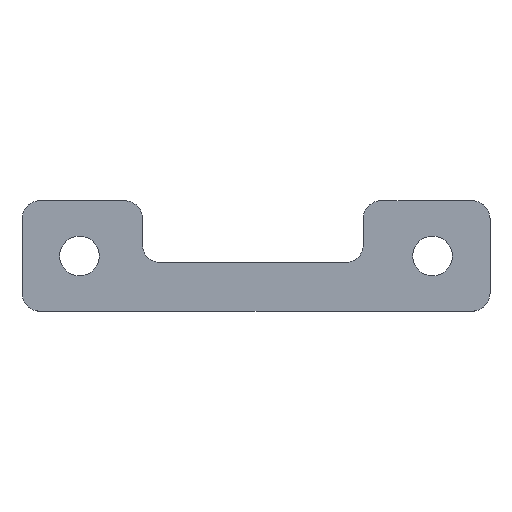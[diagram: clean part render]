
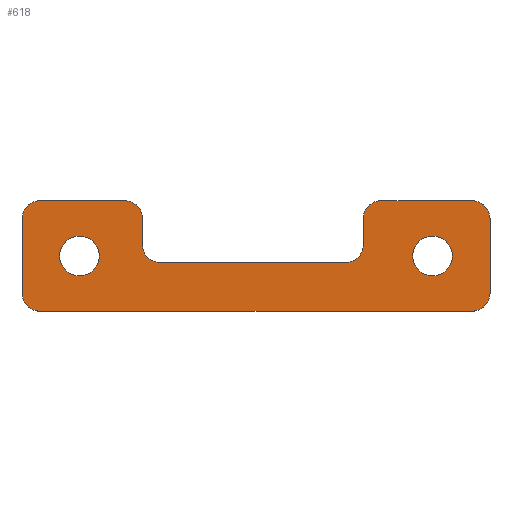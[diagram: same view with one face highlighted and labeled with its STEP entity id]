
A CAD part, top view. The second image highlights one B-rep face of the part: STEP entity #618.
In plain terms, the highlighted planar face has unit normal (0, 0, 1).
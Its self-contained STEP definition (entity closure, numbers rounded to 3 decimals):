
#17=FACE_BOUND('',#119,.T.);
#18=FACE_BOUND('',#120,.T.);
#44=PLANE('',#684);
#80=FACE_OUTER_BOUND('',#118,.T.);
#118=EDGE_LOOP('',(#551,#552,#553,#554,#555,#556,#557,#558,#559,#560,#561,
#562,#563,#564,#565,#566));
#119=EDGE_LOOP('',(#567));
#120=EDGE_LOOP('',(#568));
#139=CIRCLE('',#657,2.);
#140=CIRCLE('',#660,2.);
#141=CIRCLE('',#663,2.);
#142=CIRCLE('',#666,2.);
#145=CIRCLE('',#671,2.);
#146=CIRCLE('',#674,2.);
#147=CIRCLE('',#676,2.);
#148=CIRCLE('',#679,2.);
#149=CIRCLE('',#681,2.25);
#150=CIRCLE('',#683,2.25);
#184=LINE('',#976,#242);
#188=LINE('',#985,#246);
#191=LINE('',#993,#249);
#194=LINE('',#1001,#252);
#199=LINE('',#1020,#257);
#203=LINE('',#1033,#261);
#207=LINE('',#1046,#265);
#208=LINE('',#1047,#266);
#242=VECTOR('',#788,10.);
#246=VECTOR('',#798,10.);
#249=VECTOR('',#807,10.);
#252=VECTOR('',#816,10.);
#257=VECTOR('',#837,10.);
#261=VECTOR('',#851,10.);
#265=VECTOR('',#869,10.);
#266=VECTOR('',#870,10.);
#299=VERTEX_POINT('',#973);
#300=VERTEX_POINT('',#975);
#301=VERTEX_POINT('',#979);
#302=VERTEX_POINT('',#983);
#303=VERTEX_POINT('',#987);
#304=VERTEX_POINT('',#991);
#305=VERTEX_POINT('',#995);
#306=VERTEX_POINT('',#999);
#307=VERTEX_POINT('',#1003);
#310=VERTEX_POINT('',#1012);
#311=VERTEX_POINT('',#1014);
#312=VERTEX_POINT('',#1018);
#313=VERTEX_POINT('',#1022);
#314=VERTEX_POINT('',#1026);
#315=VERTEX_POINT('',#1028);
#316=VERTEX_POINT('',#1032);
#317=VERTEX_POINT('',#1038);
#318=VERTEX_POINT('',#1042);
#368=EDGE_CURVE('',#299,#300,#184,.T.);
#371=EDGE_CURVE('',#299,#301,#139,.T.);
#373=EDGE_CURVE('',#302,#301,#188,.T.);
#375=EDGE_CURVE('',#302,#303,#140,.T.);
#377=EDGE_CURVE('',#304,#303,#191,.T.);
#379=EDGE_CURVE('',#305,#304,#141,.T.);
#381=EDGE_CURVE('',#305,#306,#194,.T.);
#383=EDGE_CURVE('',#307,#306,#142,.T.);
#387=EDGE_CURVE('',#310,#311,#145,.T.);
#390=EDGE_CURVE('',#310,#312,#199,.T.);
#391=EDGE_CURVE('',#300,#313,#146,.T.);
#394=EDGE_CURVE('',#314,#315,#147,.T.);
#396=EDGE_CURVE('',#316,#315,#203,.T.);
#398=EDGE_CURVE('',#316,#312,#148,.T.);
#400=EDGE_CURVE('',#317,#317,#149,.T.);
#402=EDGE_CURVE('',#318,#318,#150,.T.);
#403=EDGE_CURVE('',#307,#311,#207,.T.);
#404=EDGE_CURVE('',#314,#313,#208,.T.);
#551=ORIENTED_EDGE('',*,*,#391,.F.);
#552=ORIENTED_EDGE('',*,*,#368,.F.);
#553=ORIENTED_EDGE('',*,*,#371,.T.);
#554=ORIENTED_EDGE('',*,*,#373,.F.);
#555=ORIENTED_EDGE('',*,*,#375,.T.);
#556=ORIENTED_EDGE('',*,*,#377,.F.);
#557=ORIENTED_EDGE('',*,*,#379,.F.);
#558=ORIENTED_EDGE('',*,*,#381,.T.);
#559=ORIENTED_EDGE('',*,*,#383,.F.);
#560=ORIENTED_EDGE('',*,*,#403,.T.);
#561=ORIENTED_EDGE('',*,*,#387,.F.);
#562=ORIENTED_EDGE('',*,*,#390,.T.);
#563=ORIENTED_EDGE('',*,*,#398,.F.);
#564=ORIENTED_EDGE('',*,*,#396,.T.);
#565=ORIENTED_EDGE('',*,*,#394,.F.);
#566=ORIENTED_EDGE('',*,*,#404,.T.);
#567=ORIENTED_EDGE('',*,*,#400,.F.);
#568=ORIENTED_EDGE('',*,*,#402,.F.);
#618=ADVANCED_FACE('',(#80,#17,#18),#44,.F.);
#657=AXIS2_PLACEMENT_3D('',#981,#793,#794);
#660=AXIS2_PLACEMENT_3D('',#989,#802,#803);
#663=AXIS2_PLACEMENT_3D('',#997,#811,#812);
#666=AXIS2_PLACEMENT_3D('',#1005,#820,#821);
#671=AXIS2_PLACEMENT_3D('',#1015,#831,#832);
#674=AXIS2_PLACEMENT_3D('',#1023,#840,#841);
#676=AXIS2_PLACEMENT_3D('',#1029,#846,#847);
#679=AXIS2_PLACEMENT_3D('',#1036,#855,#856);
#681=AXIS2_PLACEMENT_3D('',#1040,#860,#861);
#683=AXIS2_PLACEMENT_3D('',#1044,#865,#866);
#684=AXIS2_PLACEMENT_3D('',#1045,#867,#868);
#788=DIRECTION('',(0.,1.,0.));
#793=DIRECTION('center_axis',(0.,0.,1.));
#794=DIRECTION('ref_axis',(-0.707,-0.707,0.));
#798=DIRECTION('',(-1.,0.,0.));
#802=DIRECTION('center_axis',(0.,0.,1.));
#803=DIRECTION('ref_axis',(0.707,-0.707,0.));
#807=DIRECTION('',(0.,-1.,0.));
#811=DIRECTION('center_axis',(0.,0.,-1.));
#812=DIRECTION('ref_axis',(0.707,0.707,0.));
#816=DIRECTION('',(-1.,0.,0.));
#820=DIRECTION('center_axis',(0.,0.,-1.));
#821=DIRECTION('ref_axis',(-0.707,0.707,0.));
#831=DIRECTION('center_axis',(0.,0.,1.));
#832=DIRECTION('ref_axis',(0.707,-0.707,0.));
#837=DIRECTION('',(-1.,0.,0.));
#840=DIRECTION('center_axis',(0.,0.,-1.));
#841=DIRECTION('ref_axis',(-0.707,0.707,0.));
#846=DIRECTION('center_axis',(0.,0.,-1.));
#847=DIRECTION('ref_axis',(0.707,0.707,0.));
#851=DIRECTION('',(0.,1.,0.));
#855=DIRECTION('center_axis',(0.,0.,1.));
#856=DIRECTION('ref_axis',(-0.707,-0.707,0.));
#860=DIRECTION('center_axis',(0.,0.,1.));
#861=DIRECTION('ref_axis',(-1.,0.,0.));
#865=DIRECTION('center_axis',(0.,0.,1.));
#866=DIRECTION('ref_axis',(-1.,0.,0.));
#867=DIRECTION('center_axis',(0.,0.,-1.));
#868=DIRECTION('ref_axis',(1.,0.,0.));
#869=DIRECTION('',(0.,-1.,0.));
#870=DIRECTION('',(-1.,0.,0.));
#973=CARTESIAN_POINT('',(-91.5,-20.5,38.));
#975=CARTESIAN_POINT('',(-91.5,-12.,38.));
#976=CARTESIAN_POINT('',(-91.5,72.5,38.));
#979=CARTESIAN_POINT('',(-89.5,-22.5,38.));
#981=CARTESIAN_POINT('Origin',(-89.5,-20.5,38.));
#983=CARTESIAN_POINT('',(-40.5,-22.5,38.));
#985=CARTESIAN_POINT('',(-91.5,-22.5,38.));
#987=CARTESIAN_POINT('',(-38.5,-20.5,38.));
#989=CARTESIAN_POINT('Origin',(-40.5,-20.5,38.));
#991=CARTESIAN_POINT('',(-38.5,-12.,38.));
#993=CARTESIAN_POINT('',(-38.5,-22.5,38.));
#995=CARTESIAN_POINT('',(-40.5,-10.,38.));
#997=CARTESIAN_POINT('Origin',(-40.5,-12.,38.));
#999=CARTESIAN_POINT('',(-50.853,-10.,38.));
#1001=CARTESIAN_POINT('',(-58.926,-10.,38.));
#1003=CARTESIAN_POINT('',(-52.853,-12.,38.));
#1005=CARTESIAN_POINT('Origin',(-50.853,-12.,38.));
#1012=CARTESIAN_POINT('',(-54.853,-17.,38.));
#1014=CARTESIAN_POINT('',(-52.853,-15.,38.));
#1015=CARTESIAN_POINT('Origin',(-54.853,-15.,38.));
#1018=CARTESIAN_POINT('',(-75.853,-17.,38.));
#1020=CARTESIAN_POINT('',(-71.426,-17.,38.));
#1022=CARTESIAN_POINT('',(-89.5,-10.,38.));
#1023=CARTESIAN_POINT('Origin',(-89.5,-12.,38.));
#1026=CARTESIAN_POINT('',(-79.853,-10.,38.));
#1028=CARTESIAN_POINT('',(-77.853,-12.,38.));
#1029=CARTESIAN_POINT('Origin',(-79.853,-12.,38.));
#1032=CARTESIAN_POINT('',(-77.853,-15.,38.));
#1033=CARTESIAN_POINT('',(-77.853,7.5,38.));
#1036=CARTESIAN_POINT('Origin',(-75.853,-15.,38.));
#1038=CARTESIAN_POINT('',(-82.75,-16.25,38.));
#1040=CARTESIAN_POINT('Origin',(-85.,-16.25,38.));
#1042=CARTESIAN_POINT('',(-42.75,-16.25,38.));
#1044=CARTESIAN_POINT('Origin',(-45.,-16.25,38.));
#1045=CARTESIAN_POINT('Origin',(-65.,25.,38.));
#1046=CARTESIAN_POINT('',(-52.853,4.,38.));
#1047=CARTESIAN_POINT('',(-78.25,-10.,38.));
